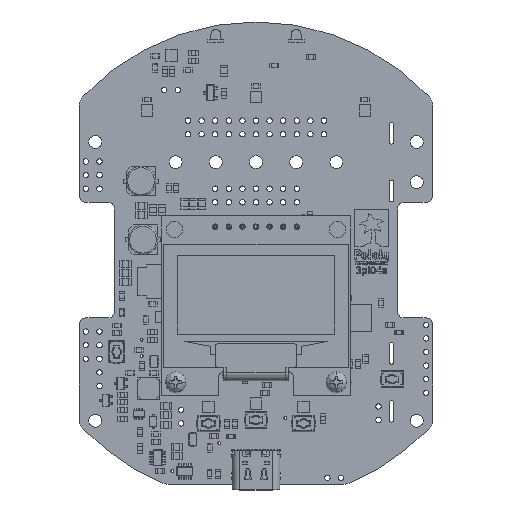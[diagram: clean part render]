
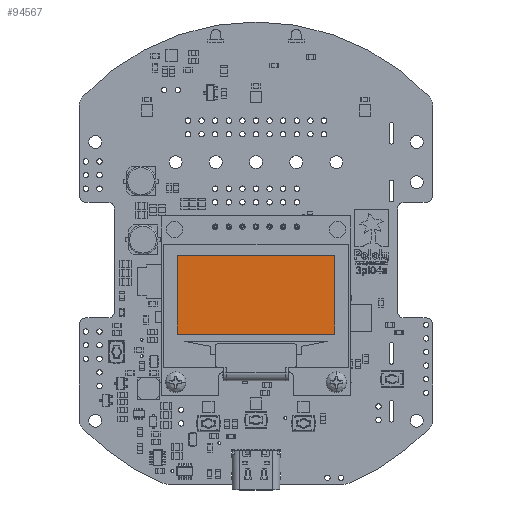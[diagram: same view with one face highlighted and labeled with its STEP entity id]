
A CAD part, top view. The second image highlights one B-rep face of the part: STEP entity #94567.
In plain terms, the highlighted planar face has unit normal (0, 0, 1).
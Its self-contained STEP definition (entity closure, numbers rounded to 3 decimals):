
#6920 = LINE ( 'NONE', #164601, #99849 ) ;
#9033 = VERTEX_POINT ( 'NONE', #128384 ) ;
#18831 = VECTOR ( 'NONE', #260985, 1000. ) ;
#33139 = DIRECTION ( 'NONE',  ( 1., 0., 0. ) ) ;
#35842 = VERTEX_POINT ( 'NONE', #108792 ) ;
#46949 = LINE ( 'NONE', #152143, #208450 ) ;
#61906 = CARTESIAN_POINT ( 'NONE',  ( 14.71, 0.878, 11.101 ) ) ;
#63824 = CARTESIAN_POINT ( 'NONE',  ( -14.71, 0.878, 11.101 ) ) ;
#71605 = VERTEX_POINT ( 'NONE', #61906 ) ;
#94567 = ADVANCED_FACE ( 'NONE', ( #179122 ), #282398, .T. ) ;
#99849 = VECTOR ( 'NONE', #316941, 1000. ) ;
#108792 = CARTESIAN_POINT ( 'NONE',  ( -14.71, -13.822, 11.101 ) ) ;
#109743 = LINE ( 'NONE', #63824, #207483 ) ;
#127578 = EDGE_LOOP ( 'NONE', ( #199306, #150267, #322289, #186874 ) ) ;
#128384 = CARTESIAN_POINT ( 'NONE',  ( 14.71, -13.822, 11.101 ) ) ;
#148769 = EDGE_CURVE ( 'NONE', #9033, #71605, #6920, .T. ) ;
#150267 = ORIENTED_EDGE ( 'NONE', *, *, #232266, .T. ) ;
#152143 = CARTESIAN_POINT ( 'NONE',  ( -14.71, -13.822, 11.101 ) ) ;
#153793 = DIRECTION ( 'NONE',  ( 1., 0., 0. ) ) ;
#164601 = CARTESIAN_POINT ( 'NONE',  ( 14.71, 0.878, 11.101 ) ) ;
#167072 = CARTESIAN_POINT ( 'NONE',  ( -17.7, -25.272, 11.101 ) ) ;
#179122 = FACE_OUTER_BOUND ( 'NONE', #127578, .T. ) ;
#181438 = EDGE_CURVE ( 'NONE', #71605, #243638, #318541, .T. ) ;
#186874 = ORIENTED_EDGE ( 'NONE', *, *, #181438, .T. ) ;
#199306 = ORIENTED_EDGE ( 'NONE', *, *, #237552, .T. ) ;
#207483 = VECTOR ( 'NONE', #213036, 1000. ) ;
#208450 = VECTOR ( 'NONE', #153793, 1000. ) ;
#213036 = DIRECTION ( 'NONE',  ( 0., -1., 0. ) ) ;
#215287 = CARTESIAN_POINT ( 'NONE',  ( -14.71, 0.878, 11.101 ) ) ;
#232266 = EDGE_CURVE ( 'NONE', #35842, #9033, #46949, .T. ) ;
#237552 = EDGE_CURVE ( 'NONE', #243638, #35842, #109743, .T. ) ;
#241511 = DIRECTION ( 'NONE',  ( 0., 0., 1. ) ) ;
#243638 = VERTEX_POINT ( 'NONE', #255191 ) ;
#255191 = CARTESIAN_POINT ( 'NONE',  ( -14.71, 0.878, 11.101 ) ) ;
#260985 = DIRECTION ( 'NONE',  ( -1., 0., 0. ) ) ;
#282398 = PLANE ( 'NONE',  #296962 ) ;
#296962 = AXIS2_PLACEMENT_3D ( 'NONE', #167072, #241511, #33139 ) ;
#316941 = DIRECTION ( 'NONE',  ( 0., 1., 0. ) ) ;
#318541 = LINE ( 'NONE', #215287, #18831 ) ;
#322289 = ORIENTED_EDGE ( 'NONE', *, *, #148769, .T. ) ;
